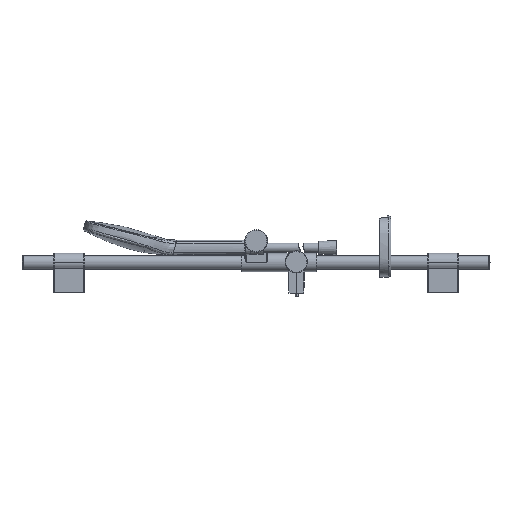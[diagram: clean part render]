
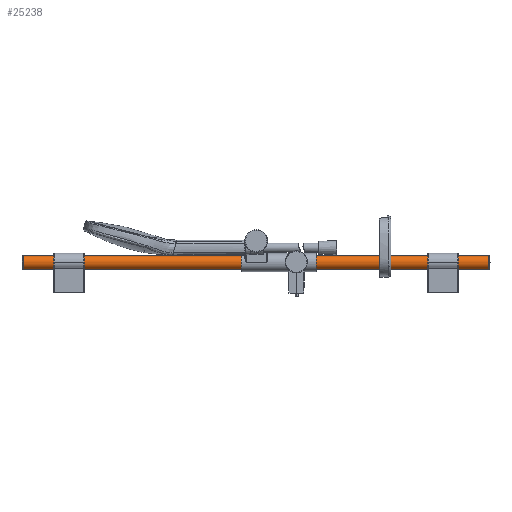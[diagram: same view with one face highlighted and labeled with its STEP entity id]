
A CAD part, left-side view. The second image highlights one B-rep face of the part: STEP entity #25238.
In plain terms, the highlighted cylindrical face has radius 10.95 mm (diameter 21.9 mm), a partial arc.
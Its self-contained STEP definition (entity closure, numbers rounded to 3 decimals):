
#1276 = CARTESIAN_POINT ( 'NONE',  ( 0., -160., 0. ) ) ;
#1351 = EDGE_LOOP ( 'NONE', ( #27190, #15163, #18150, #8370 ) ) ;
#1758 = AXIS2_PLACEMENT_3D ( 'NONE', #13278, #18677, #10522 ) ;
#4020 = DIRECTION ( 'NONE',  ( 0., 0., -1. ) ) ;
#5309 = LINE ( 'NONE', #10734, #19875 ) ;
#6801 = DIRECTION ( 'NONE',  ( 0., -1., 0. ) ) ;
#8370 = ORIENTED_EDGE ( 'NONE', *, *, #12128, .F. ) ;
#9543 = CARTESIAN_POINT ( 'NONE',  ( 0., 600., 10.95 ) ) ;
#10103 = CARTESIAN_POINT ( 'NONE',  ( 0., 600., 0. ) ) ;
#10435 = CIRCLE ( 'NONE', #15325, 10.95 ) ;
#10522 = DIRECTION ( 'NONE',  ( 0., 0., 1. ) ) ;
#10575 = CARTESIAN_POINT ( 'NONE',  ( 0., -160., 10.95 ) ) ;
#10734 = CARTESIAN_POINT ( 'NONE',  ( 0., 600., -10.95 ) ) ;
#11872 = CIRCLE ( 'NONE', #21750, 10.95 ) ;
#12128 = EDGE_CURVE ( 'NONE', #13515, #14104, #33977, .T. ) ;
#12859 = DIRECTION ( 'NONE',  ( 0., 0., -1. ) ) ;
#13278 = CARTESIAN_POINT ( 'NONE',  ( 0., 600., 0. ) ) ;
#13515 = VERTEX_POINT ( 'NONE', #25711 ) ;
#13771 = EDGE_CURVE ( 'NONE', #26721, #29502, #5309, .T. ) ;
#14104 = VERTEX_POINT ( 'NONE', #10575 ) ;
#15163 = ORIENTED_EDGE ( 'NONE', *, *, #13771, .T. ) ;
#15325 = AXIS2_PLACEMENT_3D ( 'NONE', #1276, #20444, #4020 ) ;
#15613 = EDGE_CURVE ( 'NONE', #14104, #29502, #10435, .T. ) ;
#18150 = ORIENTED_EDGE ( 'NONE', *, *, #15613, .F. ) ;
#18677 = DIRECTION ( 'NONE',  ( 0., -1., 0. ) ) ;
#19875 = VECTOR ( 'NONE', #32413, 1000. ) ;
#20047 = FACE_OUTER_BOUND ( 'NONE', #1351, .T. ) ;
#20444 = DIRECTION ( 'NONE',  ( 0., -1., 0. ) ) ;
#21750 = AXIS2_PLACEMENT_3D ( 'NONE', #10103, #29269, #12859 ) ;
#25238 = ADVANCED_FACE ( 'NONE', ( #20047 ), #33725, .T. ) ;
#25711 = CARTESIAN_POINT ( 'NONE',  ( 0., 600., 10.95 ) ) ;
#26625 = CARTESIAN_POINT ( 'NONE',  ( 0., 600., -10.95 ) ) ;
#26721 = VERTEX_POINT ( 'NONE', #26625 ) ;
#26764 = VECTOR ( 'NONE', #6801, 1000. ) ;
#27005 = CARTESIAN_POINT ( 'NONE',  ( 0., -160., -10.95 ) ) ;
#27190 = ORIENTED_EDGE ( 'NONE', *, *, #28388, .T. ) ;
#28388 = EDGE_CURVE ( 'NONE', #13515, #26721, #11872, .T. ) ;
#29269 = DIRECTION ( 'NONE',  ( 0., -1., 0. ) ) ;
#29502 = VERTEX_POINT ( 'NONE', #27005 ) ;
#32413 = DIRECTION ( 'NONE',  ( 0., -1., 0. ) ) ;
#33725 = CYLINDRICAL_SURFACE ( 'NONE', #1758, 10.95 ) ;
#33977 = LINE ( 'NONE', #9543, #26764 ) ;
